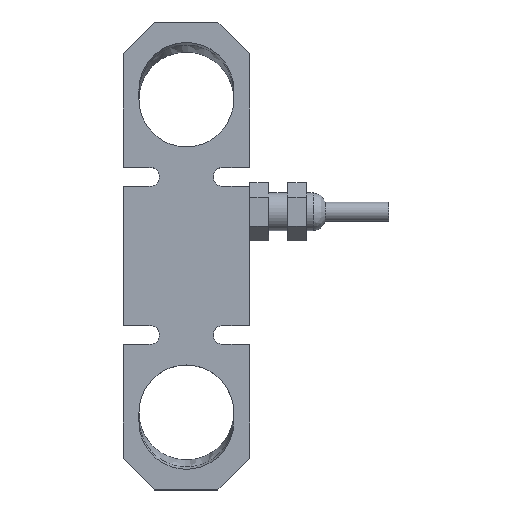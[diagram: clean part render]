
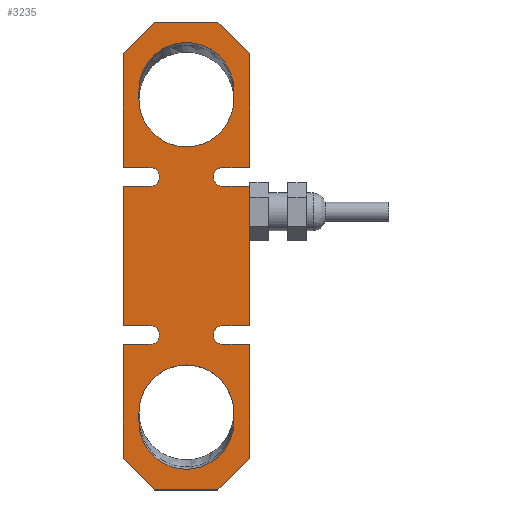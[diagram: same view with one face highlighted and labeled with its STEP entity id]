
A CAD part, top view. The second image highlights one B-rep face of the part: STEP entity #3235.
In plain terms, the highlighted planar face has unit normal (0, 0, 1).
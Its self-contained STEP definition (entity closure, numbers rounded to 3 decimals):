
#267=FACE_BOUND('',#1233,.T.);
#268=FACE_BOUND('',#1234,.T.);
#320=PLANE('',#3478);
#444=LINE('',#10993,#656);
#452=LINE('',#11013,#664);
#484=LINE('',#11091,#696);
#486=LINE('',#11095,#698);
#487=LINE('',#11099,#699);
#491=LINE('',#11105,#703);
#492=LINE('',#11108,#704);
#495=LINE('',#11113,#707);
#496=LINE('',#11117,#708);
#500=LINE('',#11123,#712);
#501=LINE('',#11126,#713);
#504=LINE('',#11131,#716);
#508=LINE('',#11141,#720);
#509=LINE('',#11144,#721);
#511=LINE('',#11148,#723);
#514=LINE('',#11156,#726);
#516=LINE('',#11160,#728);
#518=LINE('',#11164,#730);
#521=LINE('',#11171,#733);
#522=LINE('',#11174,#734);
#524=LINE('',#11178,#736);
#527=LINE('',#11186,#739);
#529=LINE('',#11190,#741);
#531=LINE('',#11194,#743);
#656=VECTOR('',#3951,10.);
#664=VECTOR('',#3971,10.);
#696=VECTOR('',#4033,10.);
#698=VECTOR('',#4037,10.);
#699=VECTOR('',#4040,10.);
#703=VECTOR('',#4046,10.);
#704=VECTOR('',#4049,10.);
#707=VECTOR('',#4054,10.);
#708=VECTOR('',#4057,10.);
#712=VECTOR('',#4063,10.);
#713=VECTOR('',#4066,10.);
#716=VECTOR('',#4071,10.);
#720=VECTOR('',#4085,10.);
#721=VECTOR('',#4088,10.);
#723=VECTOR('',#4092,10.);
#726=VECTOR('',#4101,10.);
#728=VECTOR('',#4105,10.);
#730=VECTOR('',#4109,10.);
#733=VECTOR('',#4118,10.);
#734=VECTOR('',#4121,10.);
#736=VECTOR('',#4125,10.);
#739=VECTOR('',#4134,10.);
#741=VECTOR('',#4138,10.);
#743=VECTOR('',#4142,10.);
#1032=FACE_OUTER_BOUND('',#1232,.T.);
#1232=EDGE_LOOP('',(#3014,#3015,#3016,#3017,#3018,#3019,#3020,#3021,#3022,
#3023,#3024,#3025,#3026,#3027,#3028,#3029,#3030,#3031,#3032,#3033,#3034,
#3035,#3036,#3037));
#1233=EDGE_LOOP('',(#3038,#3039,#3040,#3041));
#1234=EDGE_LOOP('',(#3042,#3043,#3044,#3045));
#1290=CIRCLE('',#3425,7.5);
#1292=CIRCLE('',#3431,7.5);
#1300=CIRCLE('',#3455,7.5);
#1301=CIRCLE('',#3457,7.5);
#1302=CIRCLE('',#3462,1.5);
#1303=CIRCLE('',#3467,1.5);
#1304=CIRCLE('',#3472,1.5);
#1305=CIRCLE('',#3477,1.5);
#1545=VERTEX_POINT('',#10990);
#1546=VERTEX_POINT('',#10992);
#1547=VERTEX_POINT('',#10996);
#1551=VERTEX_POINT('',#11010);
#1552=VERTEX_POINT('',#11012);
#1553=VERTEX_POINT('',#11016);
#1583=VERTEX_POINT('',#11089);
#1584=VERTEX_POINT('',#11093);
#1585=VERTEX_POINT('',#11097);
#1586=VERTEX_POINT('',#11098);
#1587=VERTEX_POINT('',#11103);
#1588=VERTEX_POINT('',#11107);
#1589=VERTEX_POINT('',#11111);
#1590=VERTEX_POINT('',#11115);
#1591=VERTEX_POINT('',#11116);
#1592=VERTEX_POINT('',#11121);
#1593=VERTEX_POINT('',#11125);
#1594=VERTEX_POINT('',#11129);
#1595=VERTEX_POINT('',#11139);
#1596=VERTEX_POINT('',#11143);
#1597=VERTEX_POINT('',#11147);
#1598=VERTEX_POINT('',#11151);
#1599=VERTEX_POINT('',#11155);
#1600=VERTEX_POINT('',#11159);
#1601=VERTEX_POINT('',#11163);
#1602=VERTEX_POINT('',#11167);
#1603=VERTEX_POINT('',#11173);
#1604=VERTEX_POINT('',#11177);
#1605=VERTEX_POINT('',#11181);
#1606=VERTEX_POINT('',#11185);
#1607=VERTEX_POINT('',#11189);
#1608=VERTEX_POINT('',#11193);
#1983=EDGE_CURVE('',#1546,#1545,#444,.T.);
#1986=EDGE_CURVE('',#1545,#1547,#1290,.T.);
#1993=EDGE_CURVE('',#1552,#1551,#452,.T.);
#1996=EDGE_CURVE('',#1551,#1553,#1292,.T.);
#2033=EDGE_CURVE('',#1553,#1583,#484,.T.);
#2035=EDGE_CURVE('',#1547,#1584,#486,.T.);
#2036=EDGE_CURVE('',#1585,#1586,#487,.T.);
#2040=EDGE_CURVE('',#1585,#1587,#491,.T.);
#2041=EDGE_CURVE('',#1588,#1587,#492,.T.);
#2044=EDGE_CURVE('',#1588,#1589,#495,.T.);
#2045=EDGE_CURVE('',#1590,#1591,#496,.T.);
#2049=EDGE_CURVE('',#1590,#1592,#500,.T.);
#2050=EDGE_CURVE('',#1593,#1592,#501,.T.);
#2053=EDGE_CURVE('',#1593,#1594,#504,.T.);
#2055=EDGE_CURVE('',#1584,#1546,#1300,.T.);
#2056=EDGE_CURVE('',#1583,#1552,#1301,.T.);
#2059=EDGE_CURVE('',#1594,#1595,#508,.T.);
#2060=EDGE_CURVE('',#1596,#1591,#509,.T.);
#2062=EDGE_CURVE('',#1597,#1596,#511,.T.);
#2064=EDGE_CURVE('',#1598,#1597,#1302,.T.);
#2066=EDGE_CURVE('',#1599,#1598,#514,.T.);
#2068=EDGE_CURVE('',#1600,#1599,#516,.T.);
#2070=EDGE_CURVE('',#1601,#1600,#518,.T.);
#2072=EDGE_CURVE('',#1602,#1601,#1303,.T.);
#2074=EDGE_CURVE('',#1589,#1602,#521,.T.);
#2075=EDGE_CURVE('',#1603,#1586,#522,.T.);
#2077=EDGE_CURVE('',#1604,#1603,#524,.T.);
#2079=EDGE_CURVE('',#1605,#1604,#1304,.T.);
#2081=EDGE_CURVE('',#1606,#1605,#527,.T.);
#2083=EDGE_CURVE('',#1607,#1606,#529,.T.);
#2085=EDGE_CURVE('',#1608,#1607,#531,.T.);
#2087=EDGE_CURVE('',#1595,#1608,#1305,.T.);
#3014=ORIENTED_EDGE('',*,*,#2036,.F.);
#3015=ORIENTED_EDGE('',*,*,#2040,.T.);
#3016=ORIENTED_EDGE('',*,*,#2041,.F.);
#3017=ORIENTED_EDGE('',*,*,#2044,.T.);
#3018=ORIENTED_EDGE('',*,*,#2074,.T.);
#3019=ORIENTED_EDGE('',*,*,#2072,.T.);
#3020=ORIENTED_EDGE('',*,*,#2070,.T.);
#3021=ORIENTED_EDGE('',*,*,#2068,.T.);
#3022=ORIENTED_EDGE('',*,*,#2066,.T.);
#3023=ORIENTED_EDGE('',*,*,#2064,.T.);
#3024=ORIENTED_EDGE('',*,*,#2062,.T.);
#3025=ORIENTED_EDGE('',*,*,#2060,.T.);
#3026=ORIENTED_EDGE('',*,*,#2045,.F.);
#3027=ORIENTED_EDGE('',*,*,#2049,.T.);
#3028=ORIENTED_EDGE('',*,*,#2050,.F.);
#3029=ORIENTED_EDGE('',*,*,#2053,.T.);
#3030=ORIENTED_EDGE('',*,*,#2059,.T.);
#3031=ORIENTED_EDGE('',*,*,#2087,.T.);
#3032=ORIENTED_EDGE('',*,*,#2085,.T.);
#3033=ORIENTED_EDGE('',*,*,#2083,.T.);
#3034=ORIENTED_EDGE('',*,*,#2081,.T.);
#3035=ORIENTED_EDGE('',*,*,#2079,.T.);
#3036=ORIENTED_EDGE('',*,*,#2077,.T.);
#3037=ORIENTED_EDGE('',*,*,#2075,.T.);
#3038=ORIENTED_EDGE('',*,*,#2033,.T.);
#3039=ORIENTED_EDGE('',*,*,#2056,.T.);
#3040=ORIENTED_EDGE('',*,*,#1993,.T.);
#3041=ORIENTED_EDGE('',*,*,#1996,.T.);
#3042=ORIENTED_EDGE('',*,*,#2035,.T.);
#3043=ORIENTED_EDGE('',*,*,#2055,.T.);
#3044=ORIENTED_EDGE('',*,*,#1983,.T.);
#3045=ORIENTED_EDGE('',*,*,#1986,.T.);
#3235=ADVANCED_FACE('',(#1032,#267,#268),#320,.T.);
#3425=AXIS2_PLACEMENT_3D('',#10998,#3956,#3957);
#3431=AXIS2_PLACEMENT_3D('',#11018,#3976,#3977);
#3455=AXIS2_PLACEMENT_3D('',#11134,#4075,#4076);
#3457=AXIS2_PLACEMENT_3D('',#11136,#4079,#4080);
#3462=AXIS2_PLACEMENT_3D('',#11152,#4096,#4097);
#3467=AXIS2_PLACEMENT_3D('',#11168,#4113,#4114);
#3472=AXIS2_PLACEMENT_3D('',#11182,#4129,#4130);
#3477=AXIS2_PLACEMENT_3D('',#11197,#4146,#4147);
#3478=AXIS2_PLACEMENT_3D('',#11198,#4148,#4149);
#3951=DIRECTION('',(0.,1.,0.));
#3956=DIRECTION('center_axis',(0.,0.,-1.));
#3957=DIRECTION('ref_axis',(1.,0.,0.));
#3971=DIRECTION('',(0.,-1.,0.));
#3976=DIRECTION('center_axis',(0.,0.,-1.));
#3977=DIRECTION('ref_axis',(1.,0.,0.));
#4033=DIRECTION('',(0.,1.,0.));
#4037=DIRECTION('',(0.,-1.,0.));
#4040=DIRECTION('',(-0.707,0.707,0.));
#4046=DIRECTION('',(1.,0.,0.));
#4049=DIRECTION('',(-0.707,-0.707,0.));
#4054=DIRECTION('',(0.,1.,0.));
#4057=DIRECTION('',(0.707,-0.707,0.));
#4063=DIRECTION('',(-1.,0.,0.));
#4066=DIRECTION('',(0.707,0.707,0.));
#4071=DIRECTION('',(0.,-1.,0.));
#4075=DIRECTION('center_axis',(0.,0.,-1.));
#4076=DIRECTION('ref_axis',(1.,0.,0.));
#4079=DIRECTION('center_axis',(0.,0.,-1.));
#4080=DIRECTION('ref_axis',(1.,0.,0.));
#4085=DIRECTION('',(1.,0.,0.));
#4088=DIRECTION('',(0.,1.,0.));
#4092=DIRECTION('',(1.,0.,0.));
#4096=DIRECTION('center_axis',(0.,0.,-1.));
#4097=DIRECTION('ref_axis',(1.,0.,0.));
#4101=DIRECTION('',(-1.,0.,0.));
#4105=DIRECTION('',(0.,1.,0.));
#4109=DIRECTION('',(1.,0.,0.));
#4113=DIRECTION('center_axis',(0.,0.,-1.));
#4114=DIRECTION('ref_axis',(1.,0.,0.));
#4118=DIRECTION('',(-1.,0.,0.));
#4121=DIRECTION('',(0.,-1.,0.));
#4125=DIRECTION('',(-1.,0.,0.));
#4129=DIRECTION('center_axis',(0.,0.,-1.));
#4130=DIRECTION('ref_axis',(1.,0.,0.));
#4134=DIRECTION('',(1.,0.,0.));
#4138=DIRECTION('',(0.,-1.,0.));
#4142=DIRECTION('',(-1.,0.,0.));
#4146=DIRECTION('center_axis',(0.,0.,-1.));
#4147=DIRECTION('ref_axis',(1.,0.,0.));
#4148=DIRECTION('center_axis',(0.,0.,1.));
#4149=DIRECTION('ref_axis',(1.,0.,0.));
#10990=CARTESIAN_POINT('',(-7.5,26.25,6.));
#10992=CARTESIAN_POINT('',(-7.5,24.75,6.));
#10993=CARTESIAN_POINT('',(-7.5,12.375,6.));
#10996=CARTESIAN_POINT('',(7.5,26.25,6.));
#10998=CARTESIAN_POINT('Origin',(0.,26.25,6.));
#11010=CARTESIAN_POINT('',(7.5,-26.25,6.));
#11012=CARTESIAN_POINT('',(7.5,-24.75,6.));
#11013=CARTESIAN_POINT('',(7.5,-12.375,6.));
#11016=CARTESIAN_POINT('',(-7.5,-26.25,6.));
#11018=CARTESIAN_POINT('Origin',(0.,-26.25,6.));
#11089=CARTESIAN_POINT('',(-7.5,-24.75,6.));
#11091=CARTESIAN_POINT('',(-7.5,-13.125,6.));
#11093=CARTESIAN_POINT('',(7.5,24.75,6.));
#11095=CARTESIAN_POINT('',(7.5,13.125,6.));
#11097=CARTESIAN_POINT('',(-5.,-37.,6.));
#11098=CARTESIAN_POINT('',(-10.,-32.,6.));
#11099=CARTESIAN_POINT('',(-14.25,-27.75,6.));
#11103=CARTESIAN_POINT('',(5.,-37.,6.));
#11105=CARTESIAN_POINT('',(10.,-37.,6.));
#11107=CARTESIAN_POINT('',(10.,-32.,6.));
#11108=CARTESIAN_POINT('',(14.25,-27.75,6.));
#11111=CARTESIAN_POINT('',(10.,-14.,6.));
#11113=CARTESIAN_POINT('',(10.,37.,6.));
#11115=CARTESIAN_POINT('',(5.,37.,6.));
#11116=CARTESIAN_POINT('',(10.,32.,6.));
#11117=CARTESIAN_POINT('',(14.25,27.75,6.));
#11121=CARTESIAN_POINT('',(-5.,37.,6.));
#11123=CARTESIAN_POINT('',(-10.,37.,6.));
#11125=CARTESIAN_POINT('',(-10.,32.,6.));
#11126=CARTESIAN_POINT('',(-14.25,27.75,6.));
#11129=CARTESIAN_POINT('',(-10.,14.,6.));
#11131=CARTESIAN_POINT('',(-10.,-37.,6.));
#11134=CARTESIAN_POINT('Origin',(0.,24.75,6.));
#11136=CARTESIAN_POINT('Origin',(0.,-24.75,6.));
#11139=CARTESIAN_POINT('',(-5.75,14.,6.));
#11141=CARTESIAN_POINT('',(-5.75,14.,6.));
#11143=CARTESIAN_POINT('',(10.,14.,6.));
#11144=CARTESIAN_POINT('',(10.,37.,6.));
#11147=CARTESIAN_POINT('',(5.75,14.,6.));
#11148=CARTESIAN_POINT('',(5.75,14.,6.));
#11151=CARTESIAN_POINT('',(5.75,11.,6.));
#11152=CARTESIAN_POINT('Origin',(5.75,12.5,6.));
#11155=CARTESIAN_POINT('',(10.,11.,6.));
#11156=CARTESIAN_POINT('',(5.75,11.,6.));
#11159=CARTESIAN_POINT('',(10.,-11.,6.));
#11160=CARTESIAN_POINT('',(10.,37.,6.));
#11163=CARTESIAN_POINT('',(5.75,-11.,6.));
#11164=CARTESIAN_POINT('',(5.75,-11.,6.));
#11167=CARTESIAN_POINT('',(5.75,-14.,6.));
#11168=CARTESIAN_POINT('Origin',(5.75,-12.5,6.));
#11171=CARTESIAN_POINT('',(5.75,-14.,6.));
#11173=CARTESIAN_POINT('',(-10.,-14.,6.));
#11174=CARTESIAN_POINT('',(-10.,-37.,6.));
#11177=CARTESIAN_POINT('',(-5.75,-14.,6.));
#11178=CARTESIAN_POINT('',(-5.75,-14.,6.));
#11181=CARTESIAN_POINT('',(-5.75,-11.,6.));
#11182=CARTESIAN_POINT('Origin',(-5.75,-12.5,6.));
#11185=CARTESIAN_POINT('',(-10.,-11.,6.));
#11186=CARTESIAN_POINT('',(-5.75,-11.,6.));
#11189=CARTESIAN_POINT('',(-10.,11.,6.));
#11190=CARTESIAN_POINT('',(-10.,-37.,6.));
#11193=CARTESIAN_POINT('',(-5.75,11.,6.));
#11194=CARTESIAN_POINT('',(-5.75,11.,6.));
#11197=CARTESIAN_POINT('Origin',(-5.75,12.5,6.));
#11198=CARTESIAN_POINT('Origin',(0.,0.,6.));
